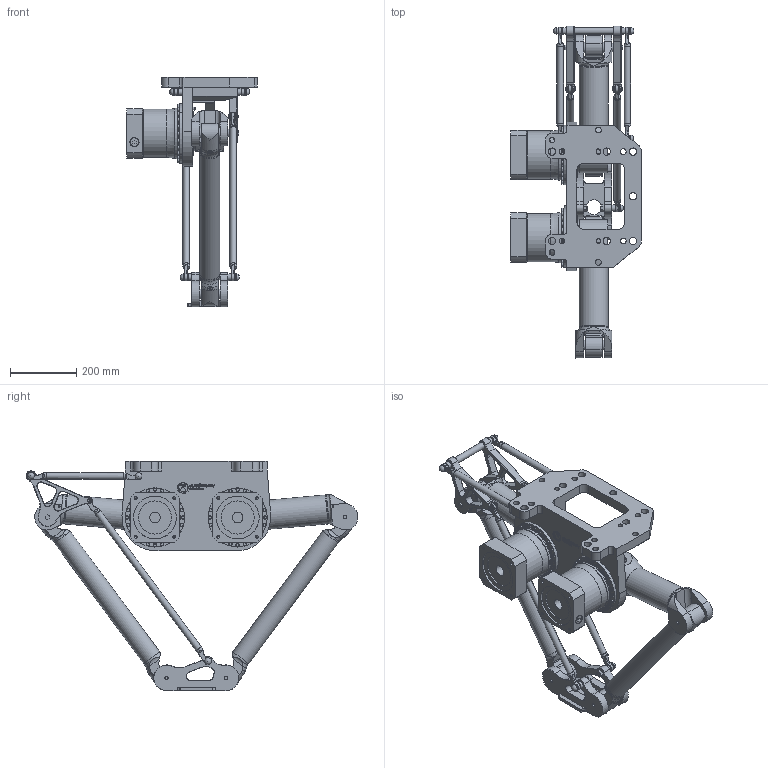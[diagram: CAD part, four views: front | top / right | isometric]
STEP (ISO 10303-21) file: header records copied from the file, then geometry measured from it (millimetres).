
FILE_DESCRIPTION(/* description */ (''),/* implementation_level */ '2;1');
FILE_NAME(/* name */ '3D-model_A_00918.stp',/* time_stamp */ '2022-02-21T11:50:28+01:00',/* author */ ('michael.schutter'),/* organization */ ('Majatronic'),/* preprocessor_version */ 'ST-DEVELOPER v16.5',/* originating_system */ 'Autodesk Inventor 2017',/* authorisation */ '');
FILE_SCHEMA (('AUTOMOTIVE_DESIGN { 1 0 10303 214 3 1 1 }'));
Length unit declared in the file: millimetre
Products named in the file (10): A_00918_DUMMY; MT_WST00068482MT_WST; MT_WST00065199MT_WST; MT_WST00060925MT_WST; MT_WST00104895 Dummy Oberarm; MT_WST00060924MT_WST; MT_WST00104897 Dummy Oberarm; MT_WST00060920MT_WST; MT_WST00060926MT_WST; MT_WST00068559MT_WST
Assembly tree (13 placements, depth 2):
  A_00918_DUMMY
    MT_WST00068482MT_WST
    MT_WST00065199MT_WST
    MT_WST00060925MT_WST
    MT_WST00104895 Dummy Oberarm
    MT_WST00060924MT_WST  x2
    MT_WST00104897 Dummy Oberarm
    MT_WST00060920MT_WST  x2
    MT_WST00060926MT_WST  x2
    MT_WST00068559MT_WST  x2
Bounding box: 395.5 x 1003.97 x 694 mm (x, y, z)
Volume: 22800867 mm3; surface area: 1831949.2 mm2
Topology: 13 solids, 18 shells, 2073 faces, 4964 edges, 3205 vertices
Faces by surface type: plane 961, cylinder 714, cone 278, torus 90, bspline 24, sphere 6
Full cylindrical faces by diameter (mm): 3 x2, 4.917 x12, 6 x49, 6.6 x48, 6.647 x6, 8 x2, 8.376 x32, 10 x84, 12 x5, 15 x4, 17.294 x8, 18 x16, 19.8 x8, 20 x25, 22 x7, 25 x2, 26 x2, 28 x2, 32 x10, 45 x1, 50 x2, 52 x6, 59.8 x4, 60 x6, 80 x1, 84.114 x1, 88 x4, 100 x6, 105 x2, 128.588 x2
Entity records: 52747 total; most frequent: CARTESIAN_POINT 12953, DIRECTION 8380, ORIENTED_EDGE 7124, EDGE_CURVE 3562, AXIS2_PLACEMENT_3D 3233, VERTEX_POINT 2509, EDGE_LOOP 2489, LINE 1914
